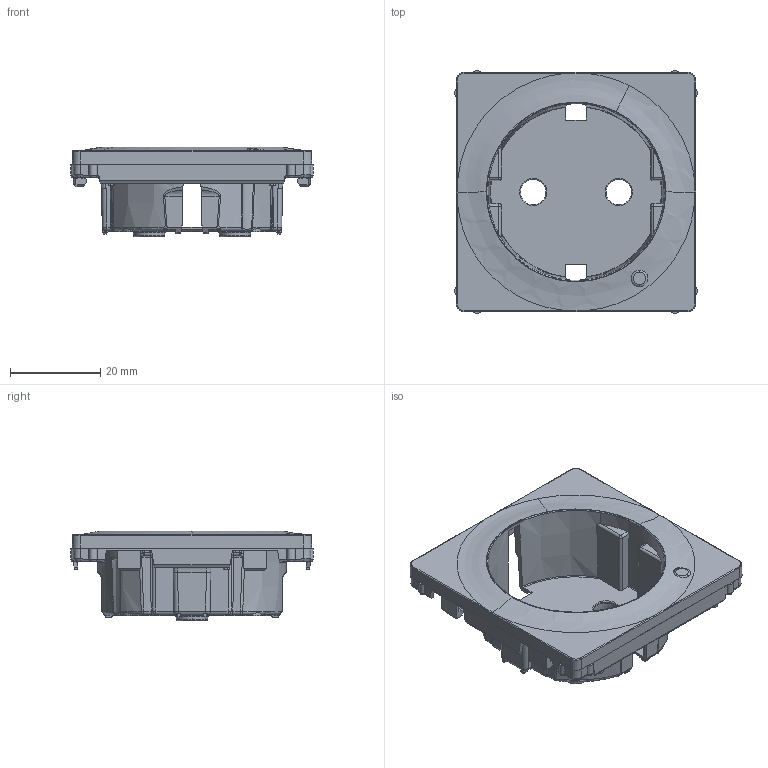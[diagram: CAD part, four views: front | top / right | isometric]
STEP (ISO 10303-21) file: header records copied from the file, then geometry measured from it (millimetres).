
FILE_DESCRIPTION(('CATIA V5 STEP Exchange','CAx-IF Rec.Pracs.--- Model Styling and Organization---1.4--- 2014-01-23'),'2;1');
FILE_NAME('754850_AllCATPart.stp','2020-02-18T14:40:51+00:00',('none'),('none'),'CATIA Version 5-6 Release 2017 SP3','CATIA V5 STEP AP214','none');
FILE_SCHEMA(('AUTOMOTIVE_DESIGN { 1 0 10303 214 1 1 1 1 }'));
Products named in the file (1): 754850_AllCATPart
Bounding box: 53.99 x 53.99 x 19.95 mm (x, y, z)
Volume: 8210.1 mm3; surface area: 12367.3 mm2
Topology: 1 solids, 1 shells, 2235 faces, 6409 edges, 4183 vertices
Faces by surface type: plane 1881, bspline 129, cylinder 88, cone 65, torus 40, sphere 32
Entity records: 86612 total; most frequent: CARTESIAN_POINT 34256, ORIENTED_EDGE 12758, DIRECTION 6734, EDGE_CURVE 6379, VERTEX_POINT 4183, B_SPLINE_CURVE_WITH_KNOTS 3461, VECTOR 2629, LINE 2629
